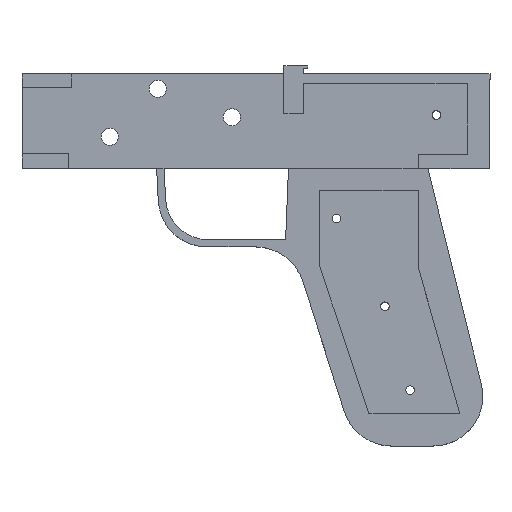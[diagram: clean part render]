
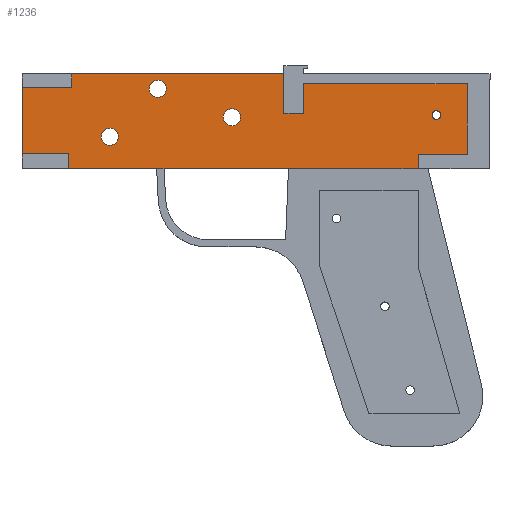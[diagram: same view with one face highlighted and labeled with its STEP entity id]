
A CAD part, top view. The second image highlights one B-rep face of the part: STEP entity #1236.
In plain terms, the highlighted planar face has unit normal (0, 0, 1).
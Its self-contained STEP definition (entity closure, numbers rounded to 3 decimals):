
#32=FACE_BOUND('',#155,.T.);
#33=FACE_BOUND('',#156,.T.);
#34=FACE_BOUND('',#157,.T.);
#35=FACE_BOUND('',#158,.T.);
#56=CIRCLE('',#1325,3.);
#57=CIRCLE('',#1326,3.);
#58=CIRCLE('',#1327,3.);
#59=CIRCLE('',#1328,1.5);
#86=FACE_OUTER_BOUND('',#154,.T.);
#154=EDGE_LOOP('',(#899,#900,#901,#902,#903,#904,#905,#906,#907,#908,#909,
#910,#911,#912,#913,#914,#915));
#155=EDGE_LOOP('',(#916));
#156=EDGE_LOOP('',(#917));
#157=EDGE_LOOP('',(#918));
#158=EDGE_LOOP('',(#919));
#269=LINE('',#1854,#419);
#275=LINE('',#1865,#425);
#280=LINE('',#1874,#430);
#282=LINE('',#1878,#432);
#283=LINE('',#1880,#433);
#284=LINE('',#1882,#434);
#285=LINE('',#1884,#435);
#286=LINE('',#1886,#436);
#287=LINE('',#1888,#437);
#288=LINE('',#1890,#438);
#289=LINE('',#1892,#439);
#290=LINE('',#1894,#440);
#291=LINE('',#1896,#441);
#292=LINE('',#1898,#442);
#293=LINE('',#1900,#443);
#294=LINE('',#1901,#444);
#295=LINE('',#1902,#445);
#419=VECTOR('',#1481,10.);
#425=VECTOR('',#1489,10.);
#430=VECTOR('',#1496,10.);
#432=VECTOR('',#1500,10.);
#433=VECTOR('',#1501,10.);
#434=VECTOR('',#1502,10.);
#435=VECTOR('',#1503,10.);
#436=VECTOR('',#1504,10.);
#437=VECTOR('',#1505,10.);
#438=VECTOR('',#1506,10.);
#439=VECTOR('',#1507,10.);
#440=VECTOR('',#1508,10.);
#441=VECTOR('',#1509,10.);
#442=VECTOR('',#1510,10.);
#443=VECTOR('',#1511,10.);
#444=VECTOR('',#1512,10.);
#445=VECTOR('',#1513,10.);
#575=VERTEX_POINT('',#1851);
#576=VERTEX_POINT('',#1853);
#579=VERTEX_POINT('',#1862);
#580=VERTEX_POINT('',#1864);
#583=VERTEX_POINT('',#1873);
#584=VERTEX_POINT('',#1877);
#585=VERTEX_POINT('',#1879);
#586=VERTEX_POINT('',#1881);
#587=VERTEX_POINT('',#1883);
#588=VERTEX_POINT('',#1885);
#589=VERTEX_POINT('',#1887);
#590=VERTEX_POINT('',#1889);
#591=VERTEX_POINT('',#1891);
#592=VERTEX_POINT('',#1893);
#593=VERTEX_POINT('',#1895);
#594=VERTEX_POINT('',#1897);
#595=VERTEX_POINT('',#1899);
#596=VERTEX_POINT('',#1903);
#597=VERTEX_POINT('',#1905);
#598=VERTEX_POINT('',#1907);
#599=VERTEX_POINT('',#1909);
#695=EDGE_CURVE('',#576,#575,#269,.T.);
#701=EDGE_CURVE('',#580,#579,#275,.T.);
#706=EDGE_CURVE('',#583,#576,#280,.T.);
#708=EDGE_CURVE('',#575,#584,#282,.T.);
#709=EDGE_CURVE('',#584,#585,#283,.T.);
#710=EDGE_CURVE('',#585,#586,#284,.T.);
#711=EDGE_CURVE('',#586,#587,#285,.T.);
#712=EDGE_CURVE('',#587,#588,#286,.T.);
#713=EDGE_CURVE('',#588,#589,#287,.T.);
#714=EDGE_CURVE('',#589,#590,#288,.T.);
#715=EDGE_CURVE('',#590,#591,#289,.T.);
#716=EDGE_CURVE('',#591,#592,#290,.T.);
#717=EDGE_CURVE('',#592,#593,#291,.T.);
#718=EDGE_CURVE('',#593,#594,#292,.T.);
#719=EDGE_CURVE('',#594,#595,#293,.T.);
#720=EDGE_CURVE('',#595,#580,#294,.T.);
#721=EDGE_CURVE('',#579,#583,#295,.T.);
#722=EDGE_CURVE('',#596,#596,#56,.T.);
#723=EDGE_CURVE('',#597,#597,#57,.T.);
#724=EDGE_CURVE('',#598,#598,#58,.T.);
#725=EDGE_CURVE('',#599,#599,#59,.T.);
#899=ORIENTED_EDGE('',*,*,#695,.T.);
#900=ORIENTED_EDGE('',*,*,#708,.T.);
#901=ORIENTED_EDGE('',*,*,#709,.T.);
#902=ORIENTED_EDGE('',*,*,#710,.T.);
#903=ORIENTED_EDGE('',*,*,#711,.T.);
#904=ORIENTED_EDGE('',*,*,#712,.T.);
#905=ORIENTED_EDGE('',*,*,#713,.T.);
#906=ORIENTED_EDGE('',*,*,#714,.T.);
#907=ORIENTED_EDGE('',*,*,#715,.T.);
#908=ORIENTED_EDGE('',*,*,#716,.T.);
#909=ORIENTED_EDGE('',*,*,#717,.T.);
#910=ORIENTED_EDGE('',*,*,#718,.T.);
#911=ORIENTED_EDGE('',*,*,#719,.T.);
#912=ORIENTED_EDGE('',*,*,#720,.T.);
#913=ORIENTED_EDGE('',*,*,#701,.T.);
#914=ORIENTED_EDGE('',*,*,#721,.T.);
#915=ORIENTED_EDGE('',*,*,#706,.T.);
#916=ORIENTED_EDGE('',*,*,#722,.T.);
#917=ORIENTED_EDGE('',*,*,#723,.T.);
#918=ORIENTED_EDGE('',*,*,#724,.T.);
#919=ORIENTED_EDGE('',*,*,#725,.T.);
#1183=PLANE('',#1324);
#1236=ADVANCED_FACE('',(#86,#32,#33,#34,#35),#1183,.T.);
#1324=AXIS2_PLACEMENT_3D('',#1876,#1498,#1499);
#1325=AXIS2_PLACEMENT_3D('',#1904,#1514,#1515);
#1326=AXIS2_PLACEMENT_3D('',#1906,#1516,#1517);
#1327=AXIS2_PLACEMENT_3D('',#1908,#1518,#1519);
#1328=AXIS2_PLACEMENT_3D('',#1910,#1520,#1521);
#1481=DIRECTION('',(0.,-1.,0.));
#1489=DIRECTION('',(-1.,0.,0.));
#1496=DIRECTION('',(-1.,0.,0.));
#1498=DIRECTION('center_axis',(0.,0.,
1.));
#1499=DIRECTION('ref_axis',(1.,0.,0.));
#1500=DIRECTION('',(1.,0.,0.));
#1501=DIRECTION('',(0.,-1.,0.));
#1502=DIRECTION('',(1.,0.,0.));
#1503=DIRECTION('',(1.,0.,0.));
#1504=DIRECTION('',(1.,0.,0.));
#1505=DIRECTION('',(1.,0.,0.));
#1506=DIRECTION('',(0.,1.,0.));
#1507=DIRECTION('',(1.,0.,0.));
#1508=DIRECTION('',(0.,1.,0.));
#1509=DIRECTION('',(-1.,0.,0.));
#1510=DIRECTION('',(0.,-1.,0.));
#1511=DIRECTION('',(-1.,0.,0.));
#1512=DIRECTION('',(0.,1.,0.));
#1513=DIRECTION('',(0.,-1.,0.));
#1514=DIRECTION('center_axis',(0.,0.,
-1.));
#1515=DIRECTION('ref_axis',(-1.,0.,0.));
#1516=DIRECTION('center_axis',(0.,0.,
-1.));
#1517=DIRECTION('ref_axis',(-1.,0.,0.));
#1518=DIRECTION('center_axis',(0.,0.,
-1.));
#1519=DIRECTION('ref_axis',(-1.,0.,0.));
#1520=DIRECTION('center_axis',(0.,0.,
-1.));
#1521=DIRECTION('ref_axis',(-1.,0.,0.));
#1851=CARTESIAN_POINT('',(-57.2,-175.637,0.5));
#1853=CARTESIAN_POINT('',(-57.2,-152.403,0.5));
#1854=CARTESIAN_POINT('',(-57.2,-152.418,0.5));
#1862=CARTESIAN_POINT('',(-39.759,-147.637,0.5));
#1864=CARTESIAN_POINT('',(34.557,-147.637,0.5));
#1865=CARTESIAN_POINT('',(106.757,-147.637,0.5));
#1873=CARTESIAN_POINT('',(-39.759,-152.403,0.5));
#1874=CARTESIAN_POINT('',(-67.524,-152.403,0.5));
#1876=CARTESIAN_POINT('Origin',(-14.043,-165.237,0.5));
#1877=CARTESIAN_POINT('',(-40.987,-175.637,0.5));
#1878=CARTESIAN_POINT('',(-27.515,-175.637,0.5));
#1879=CARTESIAN_POINT('',(-40.987,-180.837,0.5));
#1880=CARTESIAN_POINT('',(-40.987,-173.037,0.5));
#1881=CARTESIAN_POINT('',(-10.043,-180.837,0.5));
#1882=CARTESIAN_POINT('',(-141.643,-180.837,0.5));
#1883=CARTESIAN_POINT('',(-7.443,-180.837,0.5));
#1884=CARTESIAN_POINT('',(-141.643,-180.837,0.5));
#1885=CARTESIAN_POINT('',(36.157,-180.837,0.5));
#1886=CARTESIAN_POINT('',(-141.643,-180.837,0.5));
#1887=CARTESIAN_POINT('',(81.557,-180.837,0.5));
#1888=CARTESIAN_POINT('',(-141.643,-180.837,0.5));
#1889=CARTESIAN_POINT('',(81.557,-175.837,0.5));
#1890=CARTESIAN_POINT('',(81.557,-170.537,0.5));
#1891=CARTESIAN_POINT('',(98.757,-175.837,0.5));
#1892=CARTESIAN_POINT('',(42.357,-175.837,0.5));
#1893=CARTESIAN_POINT('',(98.757,-151.037,0.5));
#1894=CARTESIAN_POINT('',(98.757,-158.137,0.5));
#1895=CARTESIAN_POINT('',(41.357,-151.037,0.5));
#1896=CARTESIAN_POINT('',(13.657,-151.037,0.5));
#1897=CARTESIAN_POINT('',(41.357,-161.437,0.5));
#1898=CARTESIAN_POINT('',(41.357,-163.337,0.5));
#1899=CARTESIAN_POINT('',(34.557,-161.437,0.5));
#1900=CARTESIAN_POINT('',(10.257,-161.437,0.5));
#1901=CARTESIAN_POINT('',(34.557,-155.037,0.5));
#1902=CARTESIAN_POINT('',(-39.759,-158.82,0.5));
#1903=CARTESIAN_POINT('',(-23.443,-169.637,0.5));
#1904=CARTESIAN_POINT('Origin',(-26.443,-169.637,0.5));
#1905=CARTESIAN_POINT('',(-6.643,-152.837,0.5));
#1906=CARTESIAN_POINT('Origin',(-9.643,-152.837,0.5));
#1907=CARTESIAN_POINT('',(19.357,-162.837,0.5));
#1908=CARTESIAN_POINT('Origin',(16.357,-162.837,0.5));
#1909=CARTESIAN_POINT('',(89.457,-162.037,0.5));
#1910=CARTESIAN_POINT('Origin',(87.957,-162.037,0.5));
